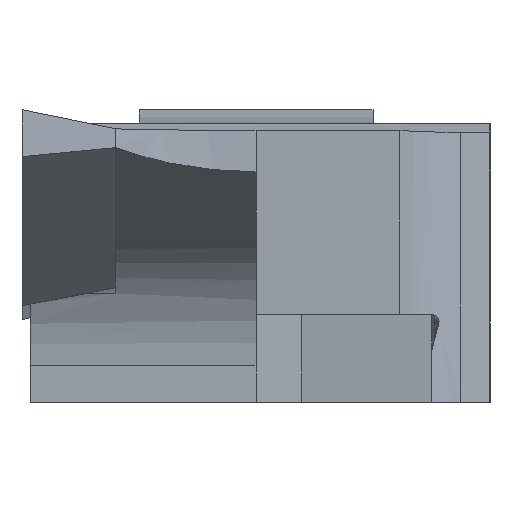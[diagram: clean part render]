
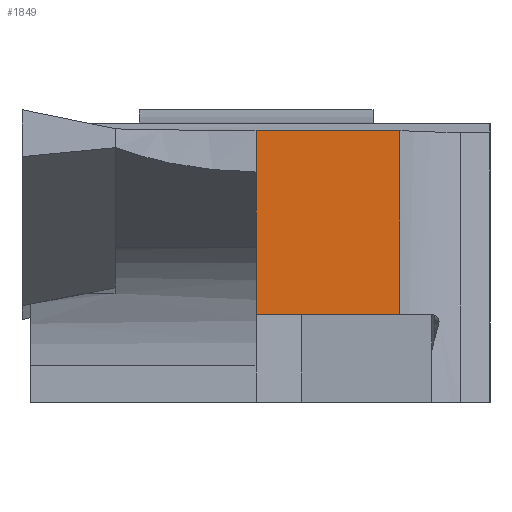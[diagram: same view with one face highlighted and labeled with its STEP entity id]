
A CAD part, left-side view. The second image highlights one B-rep face of the part: STEP entity #1849.
In plain terms, the highlighted planar face has unit normal (-1, 0, 0).
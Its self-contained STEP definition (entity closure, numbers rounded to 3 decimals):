
#13 = ORIENTED_EDGE ( 'NONE', *, *, #1640, .F. ) ;
#107 = CARTESIAN_POINT ( 'NONE',  ( -98.3, -4.55, -2. ) ) ;
#251 = LINE ( 'NONE', #346, #864 ) ;
#282 = EDGE_CURVE ( 'NONE', #915, #1416, #3262, .T. ) ;
#293 = CARTESIAN_POINT ( 'NONE',  ( -98.3, -4.912, -2. ) ) ;
#346 = CARTESIAN_POINT ( 'NONE',  ( -98.3, -178.755, 4.29 ) ) ;
#440 = ORIENTED_EDGE ( 'NONE', *, *, #3245, .F. ) ;
#537 = DIRECTION ( 'NONE',  ( 0., 0., 1. ) ) ;
#545 = PLANE ( 'NONE',  #1482 ) ;
#649 = VECTOR ( 'NONE', #1108, 1000. ) ;
#713 = DIRECTION ( 'NONE',  ( 0., 0., -1. ) ) ;
#719 = EDGE_CURVE ( 'NONE', #2785, #2378, #1906, .T. ) ;
#744 = CARTESIAN_POINT ( 'NONE',  ( -98.3, 0., 4.29 ) ) ;
#750 = ORIENTED_EDGE ( 'NONE', *, *, #282, .T. ) ;
#774 = CARTESIAN_POINT ( 'NONE',  ( -98.3, 0., 2.878 ) ) ;
#864 = VECTOR ( 'NONE', #1910, 1000. ) ;
#915 = VERTEX_POINT ( 'NONE', #744 ) ;
#980 = LINE ( 'NONE', #1036, #3033 ) ;
#1000 = LINE ( 'NONE', #2923, #2766 ) ;
#1036 = CARTESIAN_POINT ( 'NONE',  ( -98.3, -4.55, -2. ) ) ;
#1108 = DIRECTION ( 'NONE',  ( 0., 0., -1. ) ) ;
#1142 = CARTESIAN_POINT ( 'NONE',  ( -98.3, -4.92, -2. ) ) ;
#1327 = VERTEX_POINT ( 'NONE', #2029 ) ;
#1416 = VERTEX_POINT ( 'NONE', #774 ) ;
#1482 = AXIS2_PLACEMENT_3D ( 'NONE', #2035, #2755, #1964 ) ;
#1563 = ORIENTED_EDGE ( 'NONE', *, *, #2501, .T. ) ;
#1625 = VECTOR ( 'NONE', #1836, 1000. ) ;
#1640 = EDGE_CURVE ( 'NONE', #2378, #2184, #980, .T. ) ;
#1836 = DIRECTION ( 'NONE',  ( 0., 1., 0. ) ) ;
#1849 = ADVANCED_FACE ( 'NONE', ( #2979 ), #545, .F. ) ;
#1906 = LINE ( 'NONE', #107, #1625 ) ;
#1910 = DIRECTION ( 'NONE',  ( 0., -1., 0. ) ) ;
#1964 = DIRECTION ( 'NONE',  ( 0., 0., -1. ) ) ;
#2027 = CARTESIAN_POINT ( 'NONE',  ( -98.3, 0., -2. ) ) ;
#2029 = CARTESIAN_POINT ( 'NONE',  ( -98.3, -4.92, 4.29 ) ) ;
#2035 = CARTESIAN_POINT ( 'NONE',  ( -98.3, 0., 5. ) ) ;
#2184 = VERTEX_POINT ( 'NONE', #2027 ) ;
#2242 = LINE ( 'NONE', #2995, #2860 ) ;
#2378 = VERTEX_POINT ( 'NONE', #293 ) ;
#2501 = EDGE_CURVE ( 'NONE', #1416, #2184, #2242, .T. ) ;
#2600 = EDGE_LOOP ( 'NONE', ( #2899, #440, #750, #1563, #13, #3248 ) ) ;
#2755 = DIRECTION ( 'NONE',  ( 1., 0., 0. ) ) ;
#2766 = VECTOR ( 'NONE', #537, 1000. ) ;
#2785 = VERTEX_POINT ( 'NONE', #1142 ) ;
#2829 = DIRECTION ( 'NONE',  ( 0., 1., 0. ) ) ;
#2860 = VECTOR ( 'NONE', #713, 1000. ) ;
#2899 = ORIENTED_EDGE ( 'NONE', *, *, #3427, .T. ) ;
#2923 = CARTESIAN_POINT ( 'NONE',  ( -98.3, -4.92, 132.264 ) ) ;
#2979 = FACE_OUTER_BOUND ( 'NONE', #2600, .T. ) ;
#2995 = CARTESIAN_POINT ( 'NONE',  ( -98.3, 0., 0. ) ) ;
#3033 = VECTOR ( 'NONE', #2829, 1000. ) ;
#3216 = CARTESIAN_POINT ( 'NONE',  ( -98.3, 0., 5. ) ) ;
#3245 = EDGE_CURVE ( 'NONE', #915, #1327, #251, .T. ) ;
#3248 = ORIENTED_EDGE ( 'NONE', *, *, #719, .F. ) ;
#3262 = LINE ( 'NONE', #3216, #649 ) ;
#3427 = EDGE_CURVE ( 'NONE', #2785, #1327, #1000, .T. ) ;
